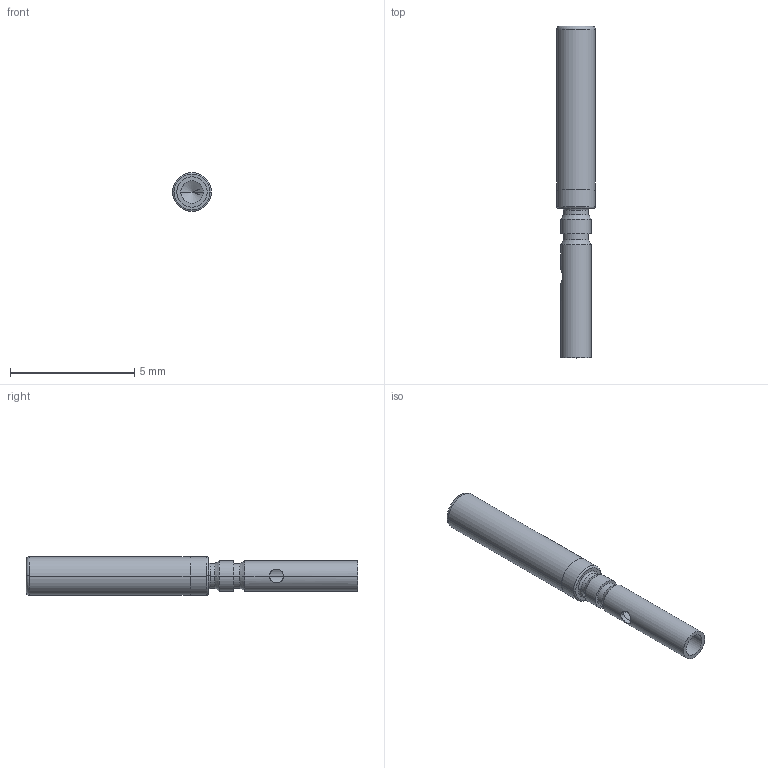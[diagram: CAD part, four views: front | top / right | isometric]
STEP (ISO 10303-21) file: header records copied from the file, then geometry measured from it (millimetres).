
FILE_DESCRIPTION((''),'2;1');
FILE_NAME('3021_2801_000','2020-08-06T',('presta_be4'),(''),'CREO PARAMETRIC BY PTC INC, 2018360','CREO PARAMETRIC BY PTC INC, 2018360','');
FILE_SCHEMA(('CONFIG_CONTROL_DESIGN'));
Length unit declared in the file: millimetre
Products named in the file (1): 3021_2801_000
Bounding box: 1.57 x 13.36 x 1.57 mm (x, y, z)
Volume: 15.7 mm3; surface area: 85.8 mm2
Topology: 1 solids, 1 shells, 39 faces, 84 edges, 46 vertices
Faces by surface type: cylinder 18, cone 10, torus 6, plane 5
Entity records: 1124 total; most frequent: CARTESIAN_POINT 231, DIRECTION 200, ORIENTED_EDGE 160, AXIS2_PLACEMENT_3D 85, EDGE_CURVE 80, VERTEX_POINT 46, CIRCLE 46, EDGE_LOOP 44
